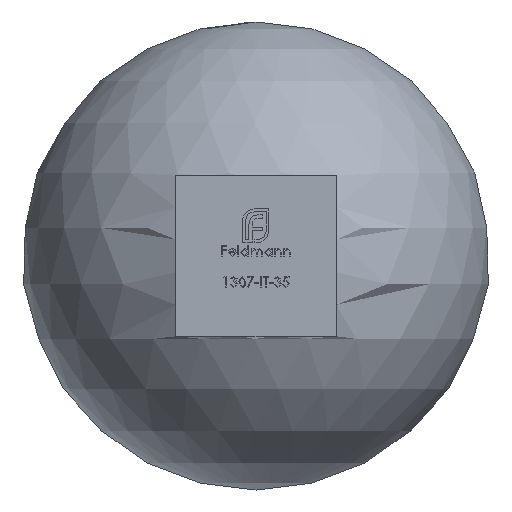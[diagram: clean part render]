
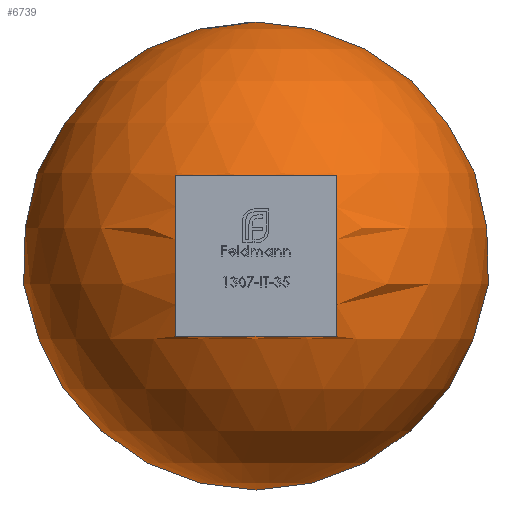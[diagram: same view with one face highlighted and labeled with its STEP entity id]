
A CAD part, front view. The second image highlights one B-rep face of the part: STEP entity #6739.
In plain terms, the highlighted spherical face has radius 17.5 mm.
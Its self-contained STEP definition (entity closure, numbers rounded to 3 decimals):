
#476 = AXIS2_PLACEMENT_3D ( 'NONE', #7702, #3559, #570 ) ;
#570 = DIRECTION ( 'NONE',  ( 1., 0., 0. ) ) ;
#800 = VERTEX_POINT ( 'NONE', #2765 ) ;
#1056 = CIRCLE ( 'NONE', #7446, 16.439 ) ;
#1333 = DIRECTION ( 'NONE',  ( 0., 0., 1. ) ) ;
#1485 = ORIENTED_EDGE ( 'NONE', *, *, #6870, .T. ) ;
#1703 = DIRECTION ( 'NONE',  ( 0., 0., -1. ) ) ;
#1813 = CIRCLE ( 'NONE', #6108, 16.439 ) ;
#1838 = DIRECTION ( 'NONE',  ( 1., 0., 0. ) ) ;
#2765 = CARTESIAN_POINT ( 'NONE',  ( -6., 967.195, -6. ) ) ;
#3136 = EDGE_LOOP ( 'NONE', ( #7166, #1485, #9369, #11658 ) ) ;
#3559 = DIRECTION ( 'NONE',  ( 0., 0., 1. ) ) ;
#4710 = CARTESIAN_POINT ( 'NONE',  ( 0., 982.5, -6. ) ) ;
#4870 = SPHERICAL_SURFACE ( 'NONE', #476, 17.5 ) ;
#5386 = EDGE_CURVE ( 'NONE', #10172, #800, #1813, .T. ) ;
#5580 = AXIS2_PLACEMENT_3D ( 'NONE', #8063, #1838, #1703 ) ;
#5740 = DIRECTION ( 'NONE',  ( -1., 0., 0. ) ) ;
#5801 = AXIS2_PLACEMENT_3D ( 'NONE', #9651, #9613, #1333 ) ;
#6108 = AXIS2_PLACEMENT_3D ( 'NONE', #4710, #7847, #5740 ) ;
#6364 = CARTESIAN_POINT ( 'NONE',  ( -6., 967.195, 6. ) ) ;
#6739 = ADVANCED_FACE ( 'NONE', ( #12661 ), #4870, .T. ) ;
#6870 = EDGE_CURVE ( 'NONE', #7180, #10172, #11685, .T. ) ;
#6893 = CARTESIAN_POINT ( 'NONE',  ( 0., 982.5, 6. ) ) ;
#6980 = DIRECTION ( 'NONE',  ( 0., 0., 1. ) ) ;
#7023 = VERTEX_POINT ( 'NONE', #6364 ) ;
#7166 = ORIENTED_EDGE ( 'NONE', *, *, #12406, .T. ) ;
#7180 = VERTEX_POINT ( 'NONE', #10406 ) ;
#7446 = AXIS2_PLACEMENT_3D ( 'NONE', #6893, #6980, #8882 ) ;
#7702 = CARTESIAN_POINT ( 'NONE',  ( 0., 982.5, 0. ) ) ;
#7847 = DIRECTION ( 'NONE',  ( 0., 0., -1. ) ) ;
#8063 = CARTESIAN_POINT ( 'NONE',  ( 6., 982.5, 0. ) ) ;
#8882 = DIRECTION ( 'NONE',  ( 1., 0., 0. ) ) ;
#9369 = ORIENTED_EDGE ( 'NONE', *, *, #5386, .T. ) ;
#9613 = DIRECTION ( 'NONE',  ( -1., 0., 0. ) ) ;
#9651 = CARTESIAN_POINT ( 'NONE',  ( -6., 982.5, 0. ) ) ;
#10172 = VERTEX_POINT ( 'NONE', #11690 ) ;
#10406 = CARTESIAN_POINT ( 'NONE',  ( 6., 967.195, 6. ) ) ;
#11658 = ORIENTED_EDGE ( 'NONE', *, *, #13175, .T. ) ;
#11685 = CIRCLE ( 'NONE', #5580, 16.439 ) ;
#11690 = CARTESIAN_POINT ( 'NONE',  ( 6., 967.195, -6. ) ) ;
#12086 = CIRCLE ( 'NONE', #5801, 16.439 ) ;
#12406 = EDGE_CURVE ( 'NONE', #7023, #7180, #1056, .T. ) ;
#12661 = FACE_OUTER_BOUND ( 'NONE', #3136, .T. ) ;
#13175 = EDGE_CURVE ( 'NONE', #800, #7023, #12086, .T. ) ;
